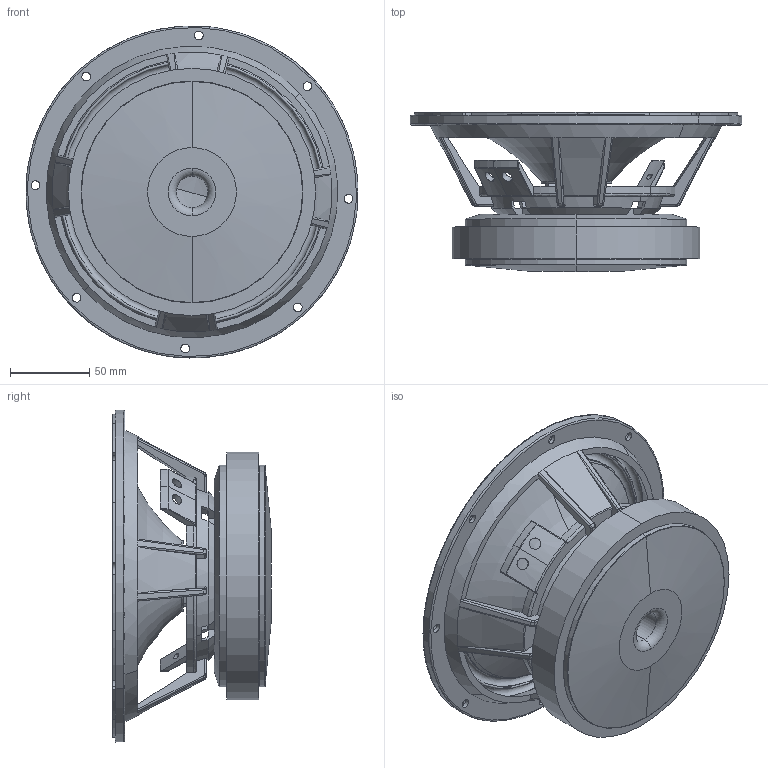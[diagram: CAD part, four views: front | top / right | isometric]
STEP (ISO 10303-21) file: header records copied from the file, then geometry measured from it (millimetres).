
FILE_DESCRIPTION (( 'STEP AP214' ), '1' );
FILE_NAME ('030 3D.STEP', '2023-04-28T05:49:27', ( '' ), ( '' ), 'SwSTEP 2.0', 'SolidWorks 2020', '' );
FILE_SCHEMA (( 'AUTOMOTIVE_DESIGN' ));
Length unit declared in the file: millimetre
Products named in the file (10): Gasket; dust cap; surround+cone; 8 inch_Basket; magnet; 030 3D; plate; T-yoke; surround; cone
Assembly tree (12 placements, depth 3):
  030 3D
    T-yoke
    magnet
    plate
    8 inch_Basket
    surround+cone
      surround
      cone
    dust cap
    Gasket  x4
Bounding box: 209.38 x 100.07 x 209.4 mm (x, y, z)
Volume: 726996.4 mm3; surface area: 296463 mm2
Topology: 11 solids, 11 shells, 445 faces, 1138 edges, 700 vertices
Faces by surface type: cylinder 144, plane 113, bspline 80, cone 72, torus 32, sphere 4
Entity records: 19289 total; most frequent: CARTESIAN_POINT 6567, ORIENTED_EDGE 1944, DIRECTION 1850, EDGE_CURVE 972, AXIS2_PLACEMENT_3D 762, VERTEX_POINT 592, CIRCLE 441, EDGE_LOOP 440
